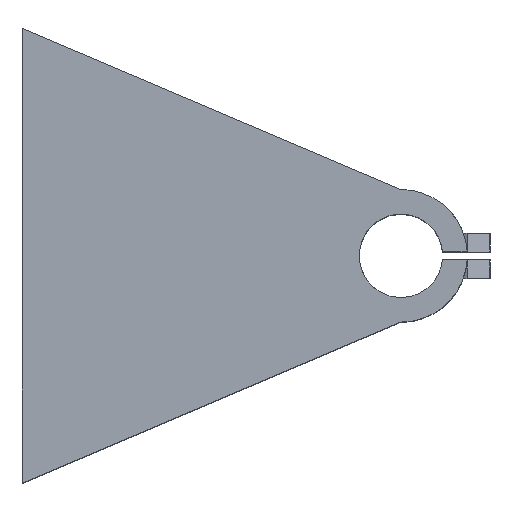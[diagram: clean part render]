
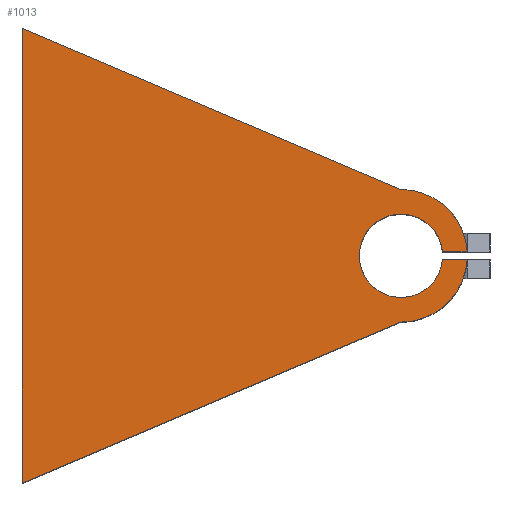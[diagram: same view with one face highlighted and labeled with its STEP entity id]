
A CAD part, top view. The second image highlights one B-rep face of the part: STEP entity #1013.
In plain terms, the highlighted planar face has unit normal (0, 0, 1).
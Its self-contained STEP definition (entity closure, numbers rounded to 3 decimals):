
#62=PLANE('',#1109);
#114=FACE_OUTER_BOUND('',#173,.T.);
#173=EDGE_LOOP('',(#934,#935,#936,#937,#938,#939,#940,#941));
#195=CIRCLE('',#1042,17.5);
#196=CIRCLE('',#1044,17.5);
#209=CIRCLE('',#1105,11.);
#239=LINE('',#1539,#349);
#241=LINE('',#1548,#351);
#315=LINE('',#1721,#425);
#316=LINE('',#1723,#426);
#317=LINE('',#1724,#427);
#349=VECTOR('',#1186,10.);
#351=VECTOR('',#1194,10.);
#425=VECTOR('',#1378,10.);
#426=VECTOR('',#1379,10.);
#427=VECTOR('',#1380,10.);
#431=VERTEX_POINT('',#1392);
#450=VERTEX_POINT('',#1430);
#451=VERTEX_POINT('',#1434);
#453=VERTEX_POINT('',#1437);
#469=VERTEX_POINT('',#1520);
#479=VERTEX_POINT('',#1545);
#524=VERTEX_POINT('',#1720);
#525=VERTEX_POINT('',#1722);
#546=EDGE_CURVE('',#431,#450,#195,.T.);
#548=EDGE_CURVE('',#453,#451,#196,.T.);
#575=EDGE_CURVE('',#469,#453,#239,.T.);
#579=EDGE_CURVE('',#450,#479,#241,.T.);
#659=EDGE_CURVE('',#479,#469,#209,.T.);
#665=EDGE_CURVE('',#524,#451,#315,.T.);
#666=EDGE_CURVE('',#525,#524,#316,.T.);
#667=EDGE_CURVE('',#525,#431,#317,.T.);
#934=ORIENTED_EDGE('',*,*,#665,.F.);
#935=ORIENTED_EDGE('',*,*,#666,.F.);
#936=ORIENTED_EDGE('',*,*,#667,.T.);
#937=ORIENTED_EDGE('',*,*,#546,.T.);
#938=ORIENTED_EDGE('',*,*,#579,.T.);
#939=ORIENTED_EDGE('',*,*,#659,.T.);
#940=ORIENTED_EDGE('',*,*,#575,.T.);
#941=ORIENTED_EDGE('',*,*,#548,.T.);
#1013=ADVANCED_FACE('',(#114),#62,.F.);
#1042=AXIS2_PLACEMENT_3D('',#1432,#1147,#1148);
#1044=AXIS2_PLACEMENT_3D('',#1438,#1152,#1153);
#1105=AXIS2_PLACEMENT_3D('',#1709,#1364,#1365);
#1109=AXIS2_PLACEMENT_3D('',#1719,#1376,#1377);
#1147=DIRECTION('center_axis',(0.,0.,1.));
#1148=DIRECTION('ref_axis',(1.,0.,0.));
#1152=DIRECTION('center_axis',(0.,0.,1.));
#1153=DIRECTION('ref_axis',(1.,0.,0.));
#1186=DIRECTION('',(1.,0.,0.));
#1194=DIRECTION('',(-1.,0.,0.));
#1364=DIRECTION('center_axis',(0.,0.,-1.));
#1365=DIRECTION('ref_axis',(1.,0.,0.));
#1376=DIRECTION('center_axis',(0.,0.,-1.));
#1377=DIRECTION('ref_axis',(-1.,0.,0.));
#1378=DIRECTION('',(0.92,-0.391,0.));
#1379=DIRECTION('',(0.,1.,0.));
#1380=DIRECTION('',(0.92,0.391,0.));
#1392=CARTESIAN_POINT('',(0.,-17.5,65.));
#1430=CARTESIAN_POINT('',(17.471,-1.,65.));
#1432=CARTESIAN_POINT('Origin',(0.,0.,65.));
#1434=CARTESIAN_POINT('',(0.,17.5,65.));
#1437=CARTESIAN_POINT('',(17.471,1.,65.));
#1438=CARTESIAN_POINT('Origin',(0.,0.,65.));
#1520=CARTESIAN_POINT('',(10.954,1.,65.));
#1539=CARTESIAN_POINT('',(0.,1.,65.));
#1545=CARTESIAN_POINT('',(10.954,-1.,65.));
#1548=CARTESIAN_POINT('',(0.,-1.,65.));
#1709=CARTESIAN_POINT('Origin',(0.,0.,65.));
#1719=CARTESIAN_POINT('Origin',(-100.,-60.,65.));
#1720=CARTESIAN_POINT('',(-100.,60.,65.));
#1721=CARTESIAN_POINT('',(-100.,60.,65.));
#1722=CARTESIAN_POINT('',(-100.,-60.,65.));
#1723=CARTESIAN_POINT('',(-100.,-60.,65.));
#1724=CARTESIAN_POINT('',(-100.,-60.,65.));
